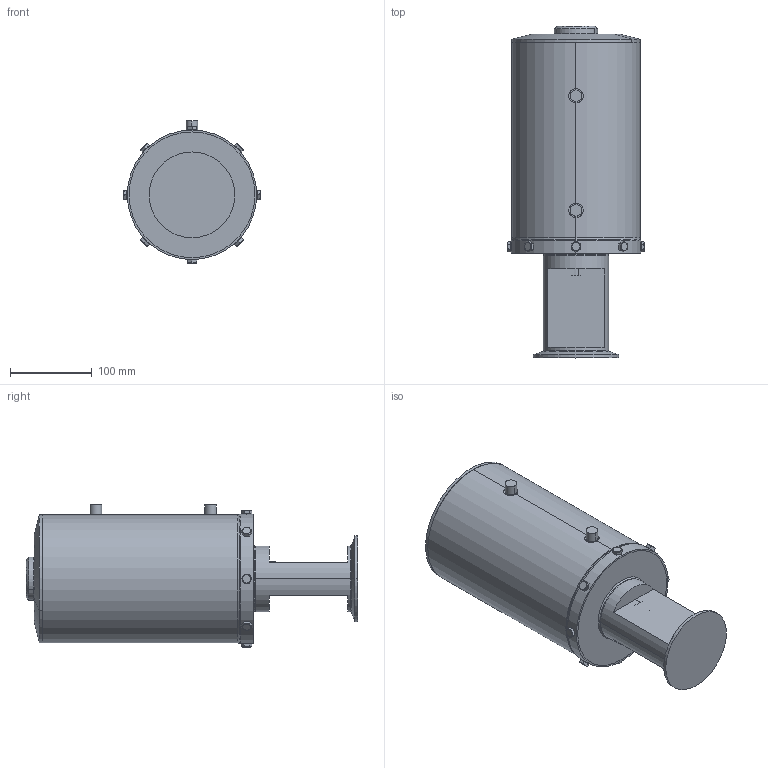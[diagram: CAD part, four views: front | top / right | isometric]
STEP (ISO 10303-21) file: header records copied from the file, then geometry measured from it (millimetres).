
FILE_DESCRIPTION (( 'STEP AP203' ), '1' );
FILE_NAME ('W72RS_SL-3.STEP', '2018-04-30T20:25:11', ( '' ), ( '' ), 'SwSTEP 2.0', 'SolidWorks 2014', '' );
FILE_SCHEMA (( 'CONFIG_CONTROL_DESIGN' ));
Length unit declared in the file: inch
Products named in the file (1): W72RS_SL-3
Bounding box: 166.83 x 405.43 x 173.7 mm (x, y, z)
Volume: 6445524.5 mm3; surface area: 387517.7 mm2
Topology: 15 solids, 15 shells, 310 faces, 654 edges, 409 vertices
Faces by surface type: plane 123, cylinder 93, cone 61, torus 33
Entity records: 8925 total; most frequent: CARTESIAN_POINT 2093, DIRECTION 1502, ORIENTED_EDGE 1308, EDGE_CURVE 654, AXIS2_PLACEMENT_3D 618, VERTEX_POINT 409, EDGE_LOOP 345, ADVANCED_FACE 310
